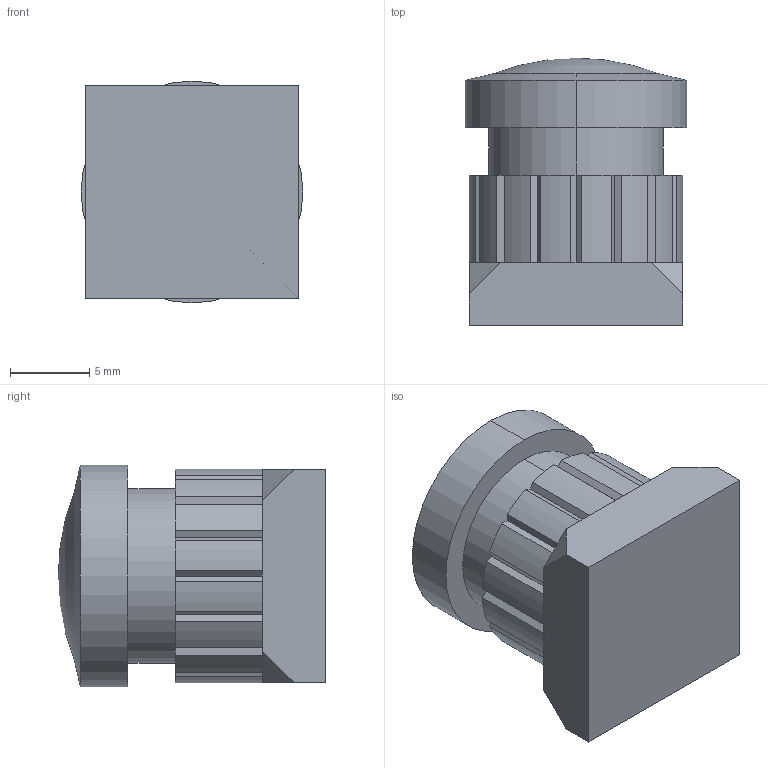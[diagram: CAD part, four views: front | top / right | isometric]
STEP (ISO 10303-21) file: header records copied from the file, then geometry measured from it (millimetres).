
FILE_DESCRIPTION (( 'STEP AP203' ), '1' );
FILE_NAME ('WideAngleLens.STEP', '2020-12-10T17:18:07', ( '' ), ( '' ), 'SwSTEP 2.0', 'SolidWorks 2018', '' );
FILE_SCHEMA (( 'CONFIG_CONTROL_DESIGN' ));
Length unit declared in the file: millimetre
Products named in the file (1): WideAngleLens
Bounding box: 14 x 16.9 x 14 mm (x, y, z)
Volume: 2338.9 mm3; surface area: 1186.8 mm2
Topology: 1 solids, 1 shells, 67 faces, 187 edges, 124 vertices
Faces by surface type: plane 44, cylinder 20, cone 2, sphere 1
Entity records: 2201 total; most frequent: CARTESIAN_POINT 374, ORIENTED_EDGE 368, DIRECTION 362, EDGE_CURVE 184, LINE 142, VECTOR 142, VERTEX_POINT 122, AXIS2_PLACEMENT_3D 110
